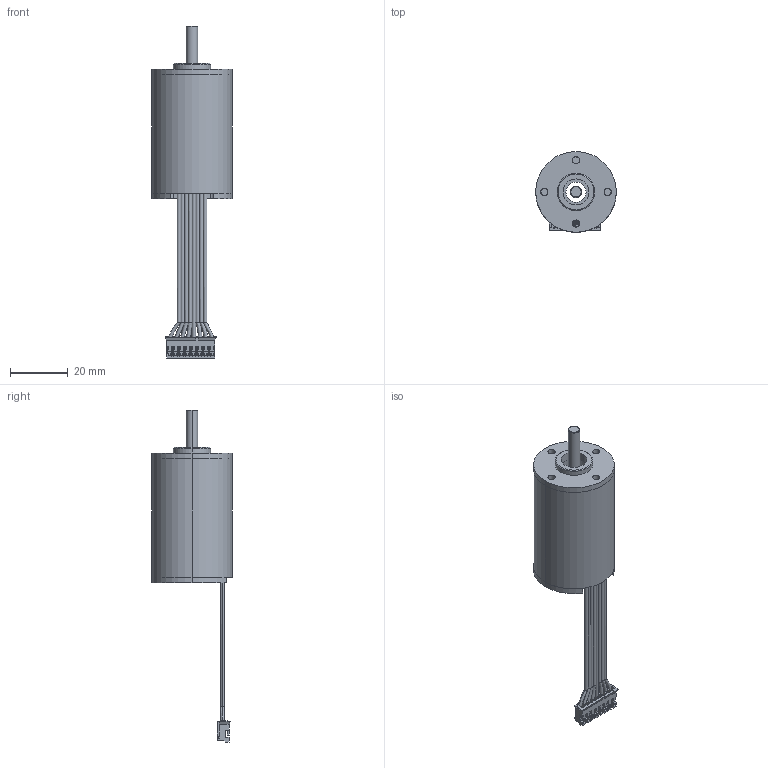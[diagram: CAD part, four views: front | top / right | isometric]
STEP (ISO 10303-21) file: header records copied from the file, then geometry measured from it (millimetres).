
FILE_DESCRIPTION (( 'STEP AP203' ), '1' );
FILE_NAME ('EC2845S.STEP', '2016-12-27T01:48:13', ( 'Sky123.Org' ), ( 'Sky123.Org' ), 'SwSTEP 2.0', 'SolidWorks 2013', '' );
FILE_SCHEMA (( 'CONFIG_CONTROL_DESIGN' ));
Length unit declared in the file: millimetre
Products named in the file (6): 01.10.0348 粣; 01.01.0108 ヶ傷裔; 01.14.0065 傷赽盄; EC2845S; 01.07.0078 儂褲; 01.02.0124 綴傷裔
Assembly tree (5 placements, depth 2):
  EC2845S
    01.07.0078 儂褲
    01.02.0124 綴傷裔
    01.10.0348 粣
    01.01.0108 ヶ傷裔
    01.14.0065 傷赽盄
Bounding box: 28 x 28 x 115.27 mm (x, y, z)
Volume: 8555.6 mm3; surface area: 15468.1 mm2
Topology: 4 solids, 30 shells, 492 faces, 1576 edges, 1061 vertices
Faces by surface type: plane 343, cylinder 115, cone 16, bspline 14, torus 4
Entity records: 18385 total; most frequent: CARTESIAN_POINT 3967, DIRECTION 2757, ORIENTED_EDGE 2736, EDGE_CURVE 1576, VECTOR 1269, LINE 1269, VERTEX_POINT 1061, AXIS2_PLACEMENT_3D 744
